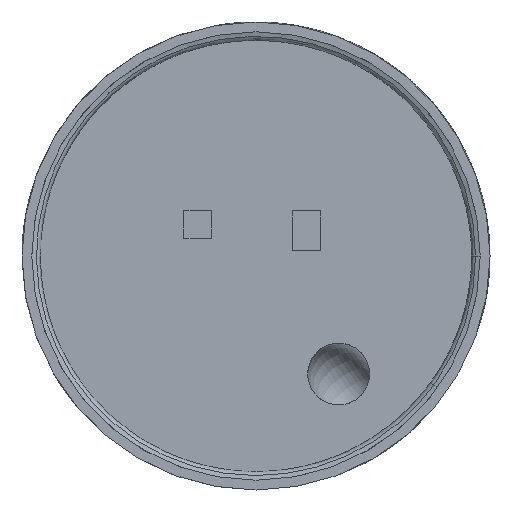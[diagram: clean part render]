
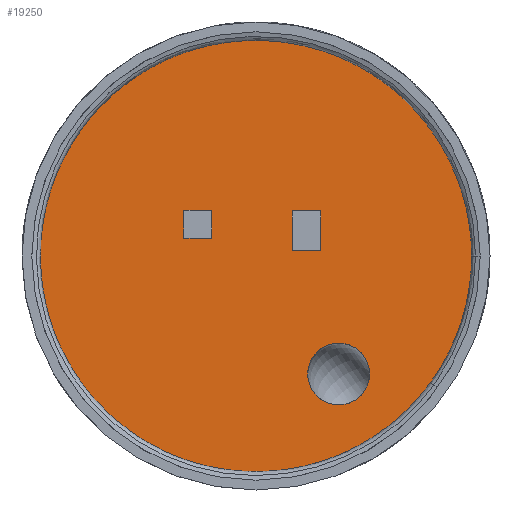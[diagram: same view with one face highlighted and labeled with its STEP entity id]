
A CAD part, front view. The second image highlights one B-rep face of the part: STEP entity #19250.
In plain terms, the highlighted planar face has unit normal (0, -1, 0).
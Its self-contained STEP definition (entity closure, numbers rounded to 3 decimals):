
#208 = CARTESIAN_POINT ( 'NONE',  ( 7., 0., 8.735 ) ) ;
#218 = DIRECTION ( 'NONE',  ( 0., 1., 0. ) ) ;
#305 = LINE ( 'NONE', #21493, #15760 ) ;
#360 = CIRCLE ( 'NONE', #12756, 6. ) ;
#477 = CARTESIAN_POINT ( 'NONE',  ( 16.031, 0., -22.895 ) ) ;
#873 = VERTEX_POINT ( 'NONE', #20758 ) ;
#2500 = ORIENTED_EDGE ( 'NONE', *, *, #8829, .T. ) ;
#2611 = VERTEX_POINT ( 'NONE', #208 ) ;
#2787 = LINE ( 'NONE', #27897, #32896 ) ;
#3066 = LINE ( 'NONE', #11865, #11202 ) ;
#3167 = ORIENTED_EDGE ( 'NONE', *, *, #8649, .T. ) ;
#3264 = CARTESIAN_POINT ( 'NONE',  ( -8.6, 0., 0. ) ) ;
#3843 = ORIENTED_EDGE ( 'NONE', *, *, #17304, .T. ) ;
#5462 = DIRECTION ( 'NONE',  ( 1., 0., 0. ) ) ;
#5805 = DIRECTION ( 'NONE',  ( 0., 1., 0. ) ) ;
#5961 = ORIENTED_EDGE ( 'NONE', *, *, #21631, .T. ) ;
#7146 = CARTESIAN_POINT ( 'NONE',  ( 0., 0., 8.735 ) ) ;
#7159 = CARTESIAN_POINT ( 'NONE',  ( 0., 0., -43.5 ) ) ;
#7548 = EDGE_CURVE ( 'NONE', #2611, #19386, #3066, .T. ) ;
#7651 = VECTOR ( 'NONE', #24871, 1000. ) ;
#8271 = CIRCLE ( 'NONE', #29439, 6. ) ;
#8649 = EDGE_CURVE ( 'NONE', #29373, #24598, #17289, .T. ) ;
#8829 = EDGE_CURVE ( 'NONE', #873, #23922, #31899, .T. ) ;
#9686 = EDGE_LOOP ( 'NONE', ( #21546, #26984, #3167, #24827 ) ) ;
#9930 = CARTESIAN_POINT ( 'NONE',  ( 12.6, 0., 8.735 ) ) ;
#9948 = VECTOR ( 'NONE', #5462, 1000. ) ;
#10212 = CARTESIAN_POINT ( 'NONE',  ( 0., 0., 0. ) ) ;
#10230 = DIRECTION ( 'NONE',  ( 0., 1., 0. ) ) ;
#10772 = LINE ( 'NONE', #18664, #9948 ) ;
#10885 = CIRCLE ( 'NONE', #27802, 43.5 ) ;
#11202 = VECTOR ( 'NONE', #25503, 1000. ) ;
#11865 = CARTESIAN_POINT ( 'NONE',  ( 7., 0., 0. ) ) ;
#12473 = CARTESIAN_POINT ( 'NONE',  ( 12.6, 0., 0. ) ) ;
#12492 = FACE_OUTER_BOUND ( 'NONE', #12943, .T. ) ;
#12535 = VERTEX_POINT ( 'NONE', #19521 ) ;
#12613 = DIRECTION ( 'NONE',  ( 0., 0., 1. ) ) ;
#12756 = AXIS2_PLACEMENT_3D ( 'NONE', #477, #5805, #13661 ) ;
#12943 = EDGE_LOOP ( 'NONE', ( #5961, #3843 ) ) ;
#12947 = CIRCLE ( 'NONE', #28273, 43.5 ) ;
#13661 = DIRECTION ( 'NONE',  ( 0., 0., 1. ) ) ;
#15760 = VECTOR ( 'NONE', #32150, 1000. ) ;
#15919 = ORIENTED_EDGE ( 'NONE', *, *, #16660, .T. ) ;
#16059 = CARTESIAN_POINT ( 'NONE',  ( 7., 0., 1.135 ) ) ;
#16458 = DIRECTION ( 'NONE',  ( 0., -1., 0. ) ) ;
#16660 = EDGE_CURVE ( 'NONE', #12535, #28208, #360, .T. ) ;
#16906 = CARTESIAN_POINT ( 'NONE',  ( 0., 0., 0. ) ) ;
#17289 = LINE ( 'NONE', #12473, #22171 ) ;
#17304 = EDGE_CURVE ( 'NONE', #24018, #25648, #10885, .T. ) ;
#17681 = ORIENTED_EDGE ( 'NONE', *, *, #22013, .T. ) ;
#17805 = CARTESIAN_POINT ( 'NONE',  ( 12.6, 0., 1.135 ) ) ;
#17907 = CARTESIAN_POINT ( 'NONE',  ( 0., 0., 0. ) ) ;
#18022 = PLANE ( 'NONE',  #20001 ) ;
#18325 = DIRECTION ( 'NONE',  ( 0., -1., 0. ) ) ;
#18640 = EDGE_CURVE ( 'NONE', #2611, #29373, #29128, .T. ) ;
#18664 = CARTESIAN_POINT ( 'NONE',  ( 0., 0., 1.135 ) ) ;
#19250 = ADVANCED_FACE ( 'NONE', ( #29972, #12492, #23086, #30796 ), #18022, .F. ) ;
#19297 = DIRECTION ( 'NONE',  ( 0., 0., 1. ) ) ;
#19386 = VERTEX_POINT ( 'NONE', #16059 ) ;
#19521 = CARTESIAN_POINT ( 'NONE',  ( 16.031, 0., -16.895 ) ) ;
#20001 = AXIS2_PLACEMENT_3D ( 'NONE', #17907, #10230, #23112 ) ;
#20209 = CARTESIAN_POINT ( 'NONE',  ( -14., 0., 8.835 ) ) ;
#20216 = EDGE_LOOP ( 'NONE', ( #15919, #33465 ) ) ;
#20642 = DIRECTION ( 'NONE',  ( 1., 0., 0. ) ) ;
#20758 = CARTESIAN_POINT ( 'NONE',  ( -8.6, 0., 8.835 ) ) ;
#21103 = EDGE_CURVE ( 'NONE', #30925, #31242, #2787, .T. ) ;
#21493 = CARTESIAN_POINT ( 'NONE',  ( 0., 0., 3.435 ) ) ;
#21546 = ORIENTED_EDGE ( 'NONE', *, *, #7548, .F. ) ;
#21631 = EDGE_CURVE ( 'NONE', #25648, #24018, #12947, .T. ) ;
#22000 = CARTESIAN_POINT ( 'NONE',  ( 16.031, 0., -28.895 ) ) ;
#22013 = EDGE_CURVE ( 'NONE', #30925, #873, #22323, .T. ) ;
#22171 = VECTOR ( 'NONE', #33608, 1000. ) ;
#22323 = LINE ( 'NONE', #29861, #7651 ) ;
#23086 = FACE_BOUND ( 'NONE', #9686, .T. ) ;
#23112 = DIRECTION ( 'NONE',  ( 0., 0., 1. ) ) ;
#23617 = CARTESIAN_POINT ( 'NONE',  ( 16.031, 0., -22.895 ) ) ;
#23833 = EDGE_CURVE ( 'NONE', #31242, #23922, #305, .T. ) ;
#23922 = VERTEX_POINT ( 'NONE', #29862 ) ;
#24018 = VERTEX_POINT ( 'NONE', #7159 ) ;
#24082 = DIRECTION ( 'NONE',  ( 0., 0., -1. ) ) ;
#24598 = VERTEX_POINT ( 'NONE', #17805 ) ;
#24827 = ORIENTED_EDGE ( 'NONE', *, *, #25287, .F. ) ;
#24871 = DIRECTION ( 'NONE',  ( 1., 0., 0. ) ) ;
#25094 = ORIENTED_EDGE ( 'NONE', *, *, #21103, .F. ) ;
#25287 = EDGE_CURVE ( 'NONE', #19386, #24598, #10772, .T. ) ;
#25390 = DIRECTION ( 'NONE',  ( 0., 0., -1. ) ) ;
#25503 = DIRECTION ( 'NONE',  ( 0., 0., -1. ) ) ;
#25648 = VERTEX_POINT ( 'NONE', #30197 ) ;
#25986 = DIRECTION ( 'NONE',  ( 0., 0., 1. ) ) ;
#26984 = ORIENTED_EDGE ( 'NONE', *, *, #18640, .T. ) ;
#27107 = EDGE_CURVE ( 'NONE', #28208, #12535, #8271, .T. ) ;
#27802 = AXIS2_PLACEMENT_3D ( 'NONE', #16906, #16458, #19297 ) ;
#27897 = CARTESIAN_POINT ( 'NONE',  ( -14., 0., 0. ) ) ;
#28208 = VERTEX_POINT ( 'NONE', #22000 ) ;
#28273 = AXIS2_PLACEMENT_3D ( 'NONE', #10212, #18325, #12613 ) ;
#28740 = VECTOR ( 'NONE', #20642, 1000. ) ;
#29128 = LINE ( 'NONE', #7146, #28740 ) ;
#29373 = VERTEX_POINT ( 'NONE', #9930 ) ;
#29439 = AXIS2_PLACEMENT_3D ( 'NONE', #23617, #218, #25986 ) ;
#29861 = CARTESIAN_POINT ( 'NONE',  ( 0., 0., 8.835 ) ) ;
#29862 = CARTESIAN_POINT ( 'NONE',  ( -8.6, 0., 3.435 ) ) ;
#29868 = VECTOR ( 'NONE', #24082, 1000. ) ;
#29972 = FACE_BOUND ( 'NONE', #31253, .T. ) ;
#30197 = CARTESIAN_POINT ( 'NONE',  ( 0., 0., 43.5 ) ) ;
#30796 = FACE_BOUND ( 'NONE', #20216, .T. ) ;
#30925 = VERTEX_POINT ( 'NONE', #20209 ) ;
#30965 = ORIENTED_EDGE ( 'NONE', *, *, #23833, .F. ) ;
#31242 = VERTEX_POINT ( 'NONE', #32412 ) ;
#31253 = EDGE_LOOP ( 'NONE', ( #25094, #17681, #2500, #30965 ) ) ;
#31899 = LINE ( 'NONE', #3264, #29868 ) ;
#32150 = DIRECTION ( 'NONE',  ( 1., 0., 0. ) ) ;
#32412 = CARTESIAN_POINT ( 'NONE',  ( -14., 0., 3.435 ) ) ;
#32896 = VECTOR ( 'NONE', #25390, 1000. ) ;
#33465 = ORIENTED_EDGE ( 'NONE', *, *, #27107, .T. ) ;
#33608 = DIRECTION ( 'NONE',  ( 0., 0., -1. ) ) ;
